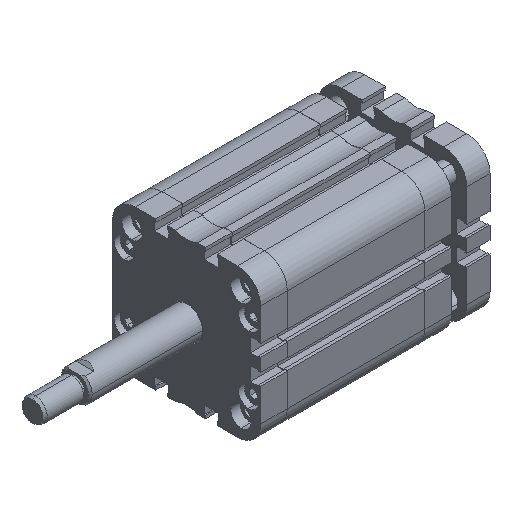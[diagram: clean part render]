
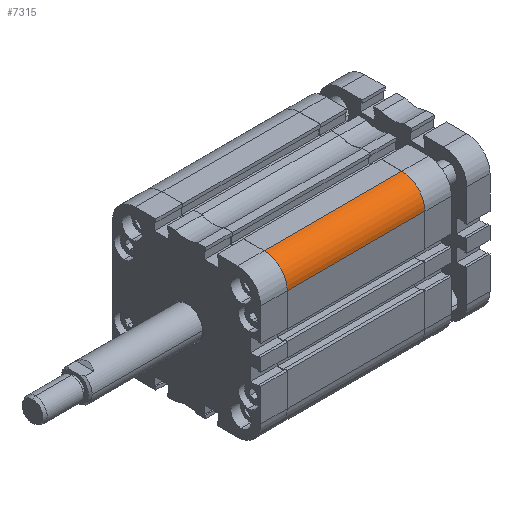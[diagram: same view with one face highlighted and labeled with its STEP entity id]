
A CAD part, isometric view. The second image highlights one B-rep face of the part: STEP entity #7315.
In plain terms, the highlighted cylindrical face has radius 12 mm (diameter 24 mm), a partial arc.
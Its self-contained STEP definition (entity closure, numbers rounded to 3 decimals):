
#685 = CIRCLE ( 'NONE', #4708, 12. ) ;
#953 = VECTOR ( 'NONE', #7415, 1000. ) ;
#1708 = LINE ( 'NONE', #14467, #8126 ) ;
#4527 = EDGE_LOOP ( 'NONE', ( #5076, #18777, #18318, #26331 ) ) ;
#4708 = AXIS2_PLACEMENT_3D ( 'NONE', #22599, #5686, #28227 ) ;
#5076 = ORIENTED_EDGE ( 'NONE', *, *, #26471, .F. ) ;
#5686 = DIRECTION ( 'NONE',  ( 1., 0., 0. ) ) ;
#6437 = AXIS2_PLACEMENT_3D ( 'NONE', #12661, #25159, #40834 ) ;
#7314 = CARTESIAN_POINT ( 'NONE',  ( 71.5, -26.5, 38.5 ) ) ;
#7315 = ADVANCED_FACE ( 'NONE', ( #35787 ), #10697, .T. ) ;
#7381 = DIRECTION ( 'NONE',  ( -1., 0., 0. ) ) ;
#7415 = DIRECTION ( 'NONE',  ( 1., 0., 0. ) ) ;
#8126 = VECTOR ( 'NONE', #27188, 1000. ) ;
#8173 = EDGE_CURVE ( 'NONE', #23660, #28591, #24408, .T. ) ;
#8496 = CARTESIAN_POINT ( 'NONE',  ( 0., -26.5, 38.5 ) ) ;
#10135 = EDGE_CURVE ( 'NONE', #30805, #23660, #1708, .T. ) ;
#10697 = CYLINDRICAL_SURFACE ( 'NONE', #28508, 12. ) ;
#10777 = VERTEX_POINT ( 'NONE', #7314 ) ;
#12661 = CARTESIAN_POINT ( 'NONE',  ( 0., -26.5, 26.5 ) ) ;
#14467 = CARTESIAN_POINT ( 'NONE',  ( 71.5, -38.5, 26.5 ) ) ;
#17878 = CARTESIAN_POINT ( 'NONE',  ( 0., -38.5, 26.5 ) ) ;
#18318 = ORIENTED_EDGE ( 'NONE', *, *, #8173, .F. ) ;
#18341 = EDGE_CURVE ( 'NONE', #28591, #10777, #39742, .T. ) ;
#18777 = ORIENTED_EDGE ( 'NONE', *, *, #18341, .F. ) ;
#20085 = DIRECTION ( 'NONE',  ( 0., 0., 1. ) ) ;
#21691 = CARTESIAN_POINT ( 'NONE',  ( 71.5, -38.5, 26.5 ) ) ;
#22599 = CARTESIAN_POINT ( 'NONE',  ( 71.5, -26.5, 26.5 ) ) ;
#23660 = VERTEX_POINT ( 'NONE', #17878 ) ;
#24408 = CIRCLE ( 'NONE', #6437, 12. ) ;
#25159 = DIRECTION ( 'NONE',  ( -1., 0., 0. ) ) ;
#26331 = ORIENTED_EDGE ( 'NONE', *, *, #10135, .F. ) ;
#26471 = EDGE_CURVE ( 'NONE', #10777, #30805, #685, .T. ) ;
#27188 = DIRECTION ( 'NONE',  ( -1., 0., 0. ) ) ;
#28227 = DIRECTION ( 'NONE',  ( 0., 0., -1. ) ) ;
#28508 = AXIS2_PLACEMENT_3D ( 'NONE', #35993, #7381, #20085 ) ;
#28591 = VERTEX_POINT ( 'NONE', #8496 ) ;
#29328 = CARTESIAN_POINT ( 'NONE',  ( 71.5, -26.5, 38.5 ) ) ;
#30805 = VERTEX_POINT ( 'NONE', #21691 ) ;
#35787 = FACE_OUTER_BOUND ( 'NONE', #4527, .T. ) ;
#35993 = CARTESIAN_POINT ( 'NONE',  ( 71.5, -26.5, 26.5 ) ) ;
#39742 = LINE ( 'NONE', #29328, #953 ) ;
#40834 = DIRECTION ( 'NONE',  ( 0., 0., -1. ) ) ;
